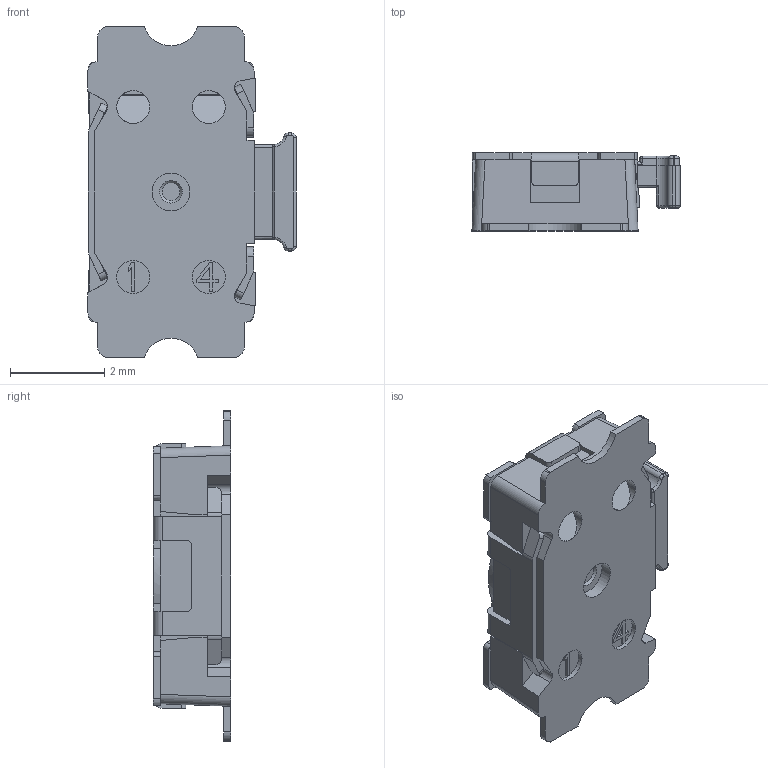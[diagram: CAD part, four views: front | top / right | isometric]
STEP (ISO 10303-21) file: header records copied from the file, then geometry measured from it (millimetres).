
FILE_DESCRIPTION(/* description */ (''),/* implementation_level */ '2;1');
FILE_NAME(/* name */ 'KSS221GLFS.step',/* time_stamp */ '2024-01-16T09:49:48-08:00',/* author */ (''),/* organization */ (''),/* preprocessor_version */ 'ST-DEVELOPER v20',/* originating_system */ 'Autodesk Translation Framework v12.14.0.127',/* authorisation */ '');
FILE_SCHEMA (('AUTOMOTIVE_DESIGN { 1 0 10303 214 3 1 1 }'));
Length unit declared in the file: metre
Products named in the file (1): (Unsaved)
Bounding box: 4.41 x 1.65 x 7 mm (x, y, z)
Volume: 31.5 mm3; surface area: 131.1 mm2
Topology: 2 solids, 2 shells, 346 faces, 938 edges, 604 vertices
Faces by surface type: plane 223, cylinder 104, bspline 8, torus 6, sphere 4, cone 1
Full cylindrical faces by diameter (mm): 0.7 x2, 0.8 x1
Entity records: 10939 total; most frequent: CARTESIAN_POINT 1995, ORIENTED_EDGE 1876, DIRECTION 1863, EDGE_CURVE 938, LINE 687, VECTOR 687, VERTEX_POINT 604, AXIS2_PLACEMENT_3D 588
